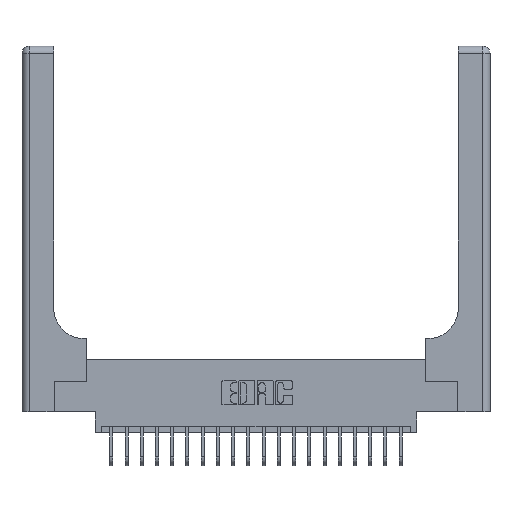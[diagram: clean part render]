
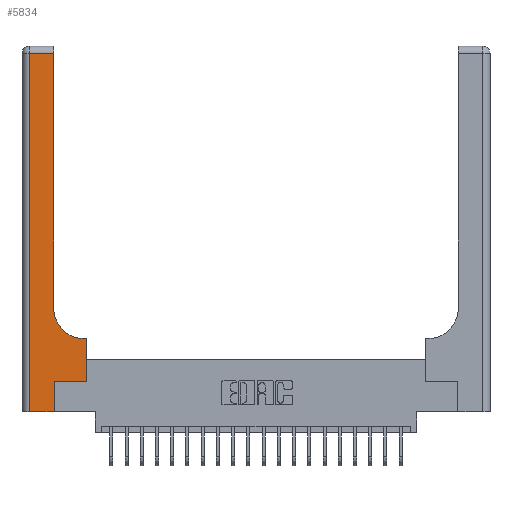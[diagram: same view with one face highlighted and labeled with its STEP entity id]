
A CAD part, top view. The second image highlights one B-rep face of the part: STEP entity #5834.
In plain terms, the highlighted planar face has unit normal (0, 0, 1).
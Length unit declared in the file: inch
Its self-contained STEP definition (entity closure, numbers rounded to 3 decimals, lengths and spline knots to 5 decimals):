
#91 = FACE_OUTER_BOUND ( 'NONE', #3136, .T. ) ;
#216 = EDGE_CURVE ( 'NONE', #18445, #3992, #12578, .T. ) ;
#707 = DIRECTION ( 'NONE',  ( 1., 0., 0. ) ) ;
#770 = CARTESIAN_POINT ( 'NONE',  ( 0.528, 0.25, 0.37 ) ) ;
#848 = EDGE_CURVE ( 'NONE', #11576, #18951, #10395, .T. ) ;
#1046 = CARTESIAN_POINT ( 'NONE',  ( 0.51, 0.85, 0.37 ) ) ;
#1159 = DIRECTION ( 'NONE',  ( 1., 0., 0. ) ) ;
#1185 = LINE ( 'NONE', #10754, #11863 ) ;
#1414 = VECTOR ( 'NONE', #15248, 39.37008 ) ;
#2183 = CARTESIAN_POINT ( 'NONE',  ( 0.26, 3., 0.37 ) ) ;
#2186 = VERTEX_POINT ( 'NONE', #13169 ) ;
#2969 = EDGE_CURVE ( 'NONE', #18951, #18445, #12432, .T. ) ;
#3136 = EDGE_LOOP ( 'NONE', ( #5914, #18071, #10901, #10124, #19296, #13053, #10875, #14331, #19829 ) ) ;
#3270 = VERTEX_POINT ( 'NONE', #10386 ) ;
#3726 = DIRECTION ( 'NONE',  ( 0., 0., -1. ) ) ;
#3992 = VERTEX_POINT ( 'NONE', #21063 ) ;
#4197 = LINE ( 'NONE', #15141, #1414 ) ;
#4591 = CARTESIAN_POINT ( 'NONE',  ( 0.528, 0.25, 0.37 ) ) ;
#5834 = ADVANCED_FACE ( 'NONE', ( #91 ), #6641, .F. ) ;
#5884 = VECTOR ( 'NONE', #9048, 39.37008 ) ;
#5914 = ORIENTED_EDGE ( 'NONE', *, *, #12298, .T. ) ;
#6097 = CARTESIAN_POINT ( 'NONE',  ( 0.26, 2.94, 0.37 ) ) ;
#6365 = CARTESIAN_POINT ( 'NONE',  ( 0.265, 0., 0.37 ) ) ;
#6455 = EDGE_CURVE ( 'NONE', #9987, #11576, #17017, .T. ) ;
#6641 = PLANE ( 'NONE',  #13648 ) ;
#7016 = EDGE_CURVE ( 'NONE', #3992, #2186, #9490, .T. ) ;
#7519 = VECTOR ( 'NONE', #19022, 39.37008 ) ;
#7850 = VERTEX_POINT ( 'NONE', #12104 ) ;
#9048 = DIRECTION ( 'NONE',  ( 0., 1., 0. ) ) ;
#9330 = CARTESIAN_POINT ( 'NONE',  ( 0.265, 0.25, 0.37 ) ) ;
#9490 = LINE ( 'NONE', #11207, #7519 ) ;
#9987 = VERTEX_POINT ( 'NONE', #11189 ) ;
#10124 = ORIENTED_EDGE ( 'NONE', *, *, #6455, .T. ) ;
#10183 = DIRECTION ( 'NONE',  ( -1., 0., 0. ) ) ;
#10386 = CARTESIAN_POINT ( 'NONE',  ( 0.06, 2.94, 0.37 ) ) ;
#10395 = LINE ( 'NONE', #20144, #19285 ) ;
#10754 = CARTESIAN_POINT ( 'NONE',  ( 0., 2.94, 0.37 ) ) ;
#10875 = ORIENTED_EDGE ( 'NONE', *, *, #216, .T. ) ;
#10901 = ORIENTED_EDGE ( 'NONE', *, *, #13884, .T. ) ;
#11189 = CARTESIAN_POINT ( 'NONE',  ( 0.06, 0., 0.37 ) ) ;
#11207 = CARTESIAN_POINT ( 'NONE',  ( 0.26, 0.6, 0.37 ) ) ;
#11576 = VERTEX_POINT ( 'NONE', #6365 ) ;
#11863 = VECTOR ( 'NONE', #17583, 39.37008 ) ;
#12104 = CARTESIAN_POINT ( 'NONE',  ( 0.26, 0.85, 0.37 ) ) ;
#12298 = EDGE_CURVE ( 'NONE', #7850, #18449, #16777, .T. ) ;
#12432 = LINE ( 'NONE', #9330, #20444 ) ;
#12578 = LINE ( 'NONE', #770, #5884 ) ;
#12633 = DIRECTION ( 'NONE',  ( 0., 0., -1. ) ) ;
#12687 = EDGE_CURVE ( 'NONE', #18449, #3270, #1185, .T. ) ;
#13053 = ORIENTED_EDGE ( 'NONE', *, *, #2969, .T. ) ;
#13169 = CARTESIAN_POINT ( 'NONE',  ( 0.51, 0.6, 0.37 ) ) ;
#13648 = AXIS2_PLACEMENT_3D ( 'NONE', #16501, #3726, #10183 ) ;
#13884 = EDGE_CURVE ( 'NONE', #3270, #9987, #4197, .T. ) ;
#13914 = CIRCLE ( 'NONE', #18703, 0.25 ) ;
#14146 = DIRECTION ( 'NONE',  ( 1., 0., 0. ) ) ;
#14246 = VECTOR ( 'NONE', #18913, 39.37008 ) ;
#14331 = ORIENTED_EDGE ( 'NONE', *, *, #7016, .T. ) ;
#15141 = CARTESIAN_POINT ( 'NONE',  ( 0.06, 3., 0.37 ) ) ;
#15248 = DIRECTION ( 'NONE',  ( 0., -1., 0. ) ) ;
#15411 = CARTESIAN_POINT ( 'NONE',  ( 0., 0., 0.37 ) ) ;
#16501 = CARTESIAN_POINT ( 'NONE',  ( 0., 3., 0.37 ) ) ;
#16777 = LINE ( 'NONE', #2183, #14246 ) ;
#17017 = LINE ( 'NONE', #15411, #20526 ) ;
#17583 = DIRECTION ( 'NONE',  ( -1., 0., 0. ) ) ;
#17950 = CARTESIAN_POINT ( 'NONE',  ( 0.265, 0.25, 0.37 ) ) ;
#18071 = ORIENTED_EDGE ( 'NONE', *, *, #12687, .T. ) ;
#18445 = VERTEX_POINT ( 'NONE', #4591 ) ;
#18449 = VERTEX_POINT ( 'NONE', #6097 ) ;
#18465 = EDGE_CURVE ( 'NONE', #2186, #7850, #13914, .T. ) ;
#18642 = DIRECTION ( 'NONE',  ( 0., 1., 0. ) ) ;
#18703 = AXIS2_PLACEMENT_3D ( 'NONE', #1046, #12633, #14146 ) ;
#18913 = DIRECTION ( 'NONE',  ( 0., 1., 0. ) ) ;
#18951 = VERTEX_POINT ( 'NONE', #17950 ) ;
#19022 = DIRECTION ( 'NONE',  ( -1., 0., 0. ) ) ;
#19285 = VECTOR ( 'NONE', #18642, 39.37008 ) ;
#19296 = ORIENTED_EDGE ( 'NONE', *, *, #848, .T. ) ;
#19829 = ORIENTED_EDGE ( 'NONE', *, *, #18465, .T. ) ;
#20144 = CARTESIAN_POINT ( 'NONE',  ( 0.265, 0., 0.37 ) ) ;
#20444 = VECTOR ( 'NONE', #1159, 39.37008 ) ;
#20526 = VECTOR ( 'NONE', #707, 39.37008 ) ;
#21063 = CARTESIAN_POINT ( 'NONE',  ( 0.528, 0.6, 0.37 ) ) ;
